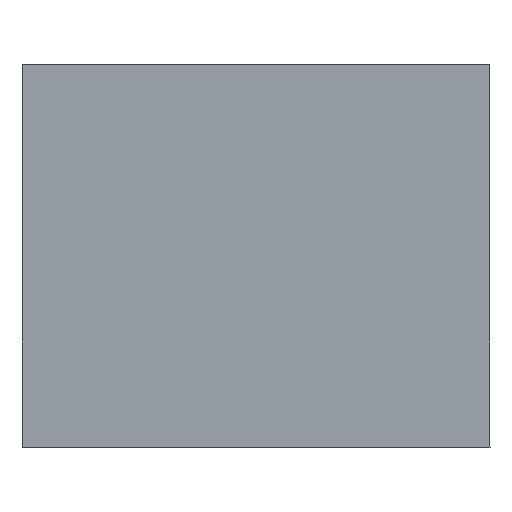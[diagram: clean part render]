
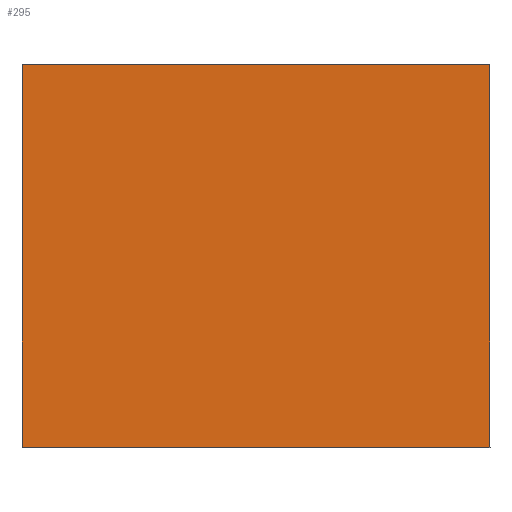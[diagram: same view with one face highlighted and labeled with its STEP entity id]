
A CAD part, top view. The second image highlights one B-rep face of the part: STEP entity #295.
In plain terms, the highlighted planar face has unit normal (0, 0, 1).
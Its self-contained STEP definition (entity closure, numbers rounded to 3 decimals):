
#22 = VERTEX_POINT('',#23);
#23 = CARTESIAN_POINT('',(250.243,285.39,
    317.33));
#31 = PLANE('',#32);
#32 = AXIS2_PLACEMENT_3D('',#33,#34,#35);
#33 = CARTESIAN_POINT('',(250.243,284.652,
    316.489));
#34 = DIRECTION('',(-1.,0.,0.));
#35 = DIRECTION('',(0.,-1.,0.));
#42 = PLANE('',#43);
#43 = AXIS2_PLACEMENT_3D('',#44,#45,#46);
#44 = CARTESIAN_POINT('',(251.205,285.39,316.489
    ));
#45 = DIRECTION('',(0.,-1.,0.));
#46 = DIRECTION('',(-1.,0.,0.));
#53 = EDGE_CURVE('',#54,#22,#56,.T.);
#54 = VERTEX_POINT('',#55);
#55 = CARTESIAN_POINT('',(250.243,285.57,
    317.33));
#56 = SURFACE_CURVE('',#57,(#60,#66),.PCURVE_S1.);
#57 = B_SPLINE_CURVE_WITH_KNOTS('',1,(#58,#59),.UNSPECIFIED.,.F.,.F.,(2,
    2),(0.,0.18),.PIECEWISE_BEZIER_KNOTS.);
#58 = CARTESIAN_POINT('',(250.243,285.57,
    317.33));
#59 = CARTESIAN_POINT('',(250.243,285.39,
    317.33));
#60 = PCURVE('',#31,#61);
#61 = DEFINITIONAL_REPRESENTATION('',(#62),#65);
#62 = B_SPLINE_CURVE_WITH_KNOTS('',1,(#63,#64),.UNSPECIFIED.,.F.,.F.,(2,
    2),(0.,0.18),.PIECEWISE_BEZIER_KNOTS.);
#63 = CARTESIAN_POINT('',(-0.918,0.841));
#64 = CARTESIAN_POINT('',(-0.738,0.841));
#65 = ( GEOMETRIC_REPRESENTATION_CONTEXT(2) 
PARAMETRIC_REPRESENTATION_CONTEXT() REPRESENTATION_CONTEXT('2D SPACE',''
  ) );
#66 = PCURVE('',#67,#72);
#67 = PLANE('',#68);
#68 = AXIS2_PLACEMENT_3D('',#69,#70,#71);
#69 = CARTESIAN_POINT('',(249.501,284.652,
    317.33));
#70 = DIRECTION('',(0.,0.,1.));
#71 = DIRECTION('',(1.,0.,0.));
#72 = DEFINITIONAL_REPRESENTATION('',(#73),#76);
#73 = B_SPLINE_CURVE_WITH_KNOTS('',1,(#74,#75),.UNSPECIFIED.,.F.,.F.,(2,
    2),(0.,0.18),.PIECEWISE_BEZIER_KNOTS.);
#74 = CARTESIAN_POINT('',(0.742,0.918));
#75 = CARTESIAN_POINT('',(0.742,0.738));
#76 = ( GEOMETRIC_REPRESENTATION_CONTEXT(2) 
PARAMETRIC_REPRESENTATION_CONTEXT() REPRESENTATION_CONTEXT('2D SPACE',''
  ) );
#92 = PLANE('',#93);
#93 = AXIS2_PLACEMENT_3D('',#94,#95,#96);
#94 = CARTESIAN_POINT('',(249.501,285.57,
    316.489));
#95 = DIRECTION('',(0.,1.,0.));
#96 = DIRECTION('',(1.,0.,0.));
#130 = VERTEX_POINT('',#131);
#131 = CARTESIAN_POINT('',(250.463,285.39,
    317.33));
#145 = PLANE('',#146);
#146 = AXIS2_PLACEMENT_3D('',#147,#148,#149);
#147 = CARTESIAN_POINT('',(250.463,286.308,
    316.489));
#148 = DIRECTION('',(1.,0.,0.));
#149 = DIRECTION('',(0.,1.,0.));
#156 = EDGE_CURVE('',#22,#130,#157,.T.);
#157 = SURFACE_CURVE('',#158,(#161,#167),.PCURVE_S1.);
#158 = B_SPLINE_CURVE_WITH_KNOTS('',1,(#159,#160),.UNSPECIFIED.,.F.,.F.,
  (2,2),(0.,0.22),.PIECEWISE_BEZIER_KNOTS.);
#159 = CARTESIAN_POINT('',(250.243,285.39,
    317.33));
#160 = CARTESIAN_POINT('',(250.463,285.39,
    317.33));
#161 = PCURVE('',#42,#162);
#162 = DEFINITIONAL_REPRESENTATION('',(#163),#166);
#163 = B_SPLINE_CURVE_WITH_KNOTS('',1,(#164,#165),.UNSPECIFIED.,.F.,.F.,
  (2,2),(0.,0.22),.PIECEWISE_BEZIER_KNOTS.);
#164 = CARTESIAN_POINT('',(0.962,-0.841));
#165 = CARTESIAN_POINT('',(0.742,-0.841));
#166 = ( GEOMETRIC_REPRESENTATION_CONTEXT(2) 
PARAMETRIC_REPRESENTATION_CONTEXT() REPRESENTATION_CONTEXT('2D SPACE',''
  ) );
#167 = PCURVE('',#67,#168);
#168 = DEFINITIONAL_REPRESENTATION('',(#169),#172);
#169 = B_SPLINE_CURVE_WITH_KNOTS('',1,(#170,#171),.UNSPECIFIED.,.F.,.F.,
  (2,2),(0.,0.22),.PIECEWISE_BEZIER_KNOTS.);
#170 = CARTESIAN_POINT('',(0.742,0.738));
#171 = CARTESIAN_POINT('',(0.962,0.738));
#172 = ( GEOMETRIC_REPRESENTATION_CONTEXT(2) 
PARAMETRIC_REPRESENTATION_CONTEXT() REPRESENTATION_CONTEXT('2D SPACE',''
  ) );
#197 = VERTEX_POINT('',#198);
#198 = CARTESIAN_POINT('',(250.463,285.57,
    317.33));
#218 = EDGE_CURVE('',#130,#197,#219,.T.);
#219 = SURFACE_CURVE('',#220,(#223,#229),.PCURVE_S1.);
#220 = B_SPLINE_CURVE_WITH_KNOTS('',1,(#221,#222),.UNSPECIFIED.,.F.,.F.,
  (2,2),(0.,0.18),.PIECEWISE_BEZIER_KNOTS.);
#221 = CARTESIAN_POINT('',(250.463,285.39,
    317.33));
#222 = CARTESIAN_POINT('',(250.463,285.57,
    317.33));
#223 = PCURVE('',#145,#224);
#224 = DEFINITIONAL_REPRESENTATION('',(#225),#228);
#225 = B_SPLINE_CURVE_WITH_KNOTS('',1,(#226,#227),.UNSPECIFIED.,.F.,.F.,
  (2,2),(0.,0.18),.PIECEWISE_BEZIER_KNOTS.);
#226 = CARTESIAN_POINT('',(-0.918,0.841));
#227 = CARTESIAN_POINT('',(-0.738,0.841));
#228 = ( GEOMETRIC_REPRESENTATION_CONTEXT(2) 
PARAMETRIC_REPRESENTATION_CONTEXT() REPRESENTATION_CONTEXT('2D SPACE',''
  ) );
#229 = PCURVE('',#67,#230);
#230 = DEFINITIONAL_REPRESENTATION('',(#231),#234);
#231 = B_SPLINE_CURVE_WITH_KNOTS('',1,(#232,#233),.UNSPECIFIED.,.F.,.F.,
  (2,2),(0.,0.18),.PIECEWISE_BEZIER_KNOTS.);
#232 = CARTESIAN_POINT('',(0.962,0.738));
#233 = CARTESIAN_POINT('',(0.962,0.918));
#234 = ( GEOMETRIC_REPRESENTATION_CONTEXT(2) 
PARAMETRIC_REPRESENTATION_CONTEXT() REPRESENTATION_CONTEXT('2D SPACE',''
  ) );
#259 = EDGE_CURVE('',#197,#54,#260,.T.);
#260 = SURFACE_CURVE('',#261,(#264,#270),.PCURVE_S1.);
#261 = B_SPLINE_CURVE_WITH_KNOTS('',1,(#262,#263),.UNSPECIFIED.,.F.,.F.,
  (2,2),(0.,0.22),.PIECEWISE_BEZIER_KNOTS.);
#262 = CARTESIAN_POINT('',(250.463,285.57,
    317.33));
#263 = CARTESIAN_POINT('',(250.243,285.57,
    317.33));
#264 = PCURVE('',#92,#265);
#265 = DEFINITIONAL_REPRESENTATION('',(#266),#269);
#266 = B_SPLINE_CURVE_WITH_KNOTS('',1,(#267,#268),.UNSPECIFIED.,.F.,.F.,
  (2,2),(0.,0.22),.PIECEWISE_BEZIER_KNOTS.);
#267 = CARTESIAN_POINT('',(0.962,-0.841));
#268 = CARTESIAN_POINT('',(0.742,-0.841));
#269 = ( GEOMETRIC_REPRESENTATION_CONTEXT(2) 
PARAMETRIC_REPRESENTATION_CONTEXT() REPRESENTATION_CONTEXT('2D SPACE',''
  ) );
#270 = PCURVE('',#67,#271);
#271 = DEFINITIONAL_REPRESENTATION('',(#272),#275);
#272 = B_SPLINE_CURVE_WITH_KNOTS('',1,(#273,#274),.UNSPECIFIED.,.F.,.F.,
  (2,2),(0.,0.22),.PIECEWISE_BEZIER_KNOTS.);
#273 = CARTESIAN_POINT('',(0.962,0.918));
#274 = CARTESIAN_POINT('',(0.742,0.918));
#275 = ( GEOMETRIC_REPRESENTATION_CONTEXT(2) 
PARAMETRIC_REPRESENTATION_CONTEXT() REPRESENTATION_CONTEXT('2D SPACE',''
  ) );
#295 = ADVANCED_FACE('',(#296),#67,.T.);
#296 = FACE_BOUND('',#297,.T.);
#297 = EDGE_LOOP('',(#298,#299,#300,#301));
#298 = ORIENTED_EDGE('',*,*,#53,.T.);
#299 = ORIENTED_EDGE('',*,*,#156,.T.);
#300 = ORIENTED_EDGE('',*,*,#218,.T.);
#301 = ORIENTED_EDGE('',*,*,#259,.T.);
